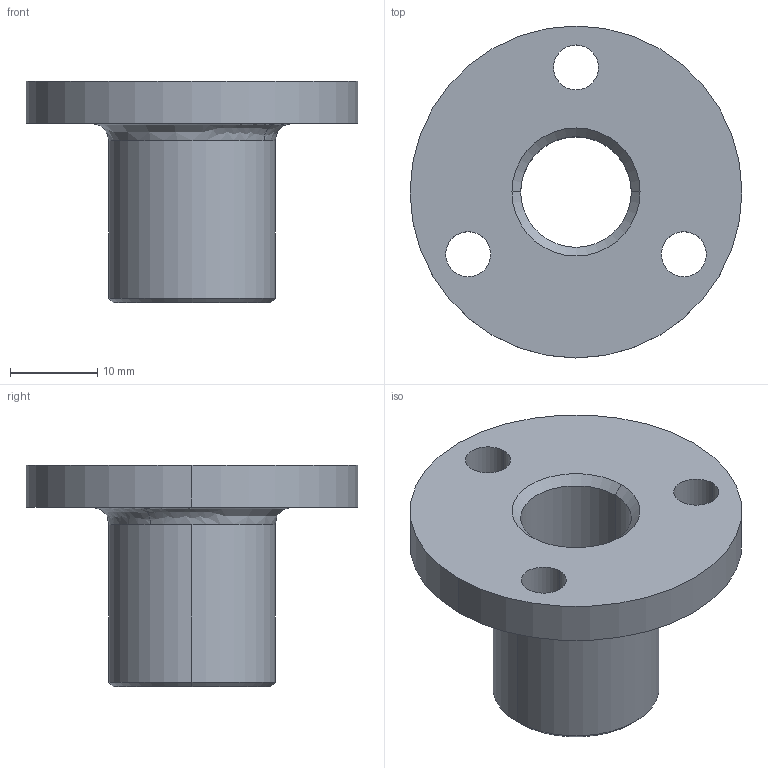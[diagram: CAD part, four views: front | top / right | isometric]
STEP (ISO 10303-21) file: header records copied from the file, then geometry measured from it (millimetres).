
FILE_DESCRIPTION (( 'STEP AP214' ), '1' );
FILE_NAME ('STP-LA-NRFK.STEP', '2020-11-02T14:36:14', ( '' ), ( '' ), 'SwSTEP 2.0', 'SolidWorks 2017', '' );
FILE_SCHEMA (( 'AUTOMOTIVE_DESIGN' ));
Length unit declared in the file: inch
Products named in the file (1): STP-LA-NRFK
Bounding box: 38.1 x 38.1 x 25.4 mm (x, y, z)
Volume: 7881.6 mm3; surface area: 4869.1 mm2
Topology: 1 solids, 1 shells, 21 faces, 52 edges, 34 vertices
Faces by surface type: cylinder 12, cone 4, plane 3, bspline 2
Entity records: 720 total; most frequent: CARTESIAN_POINT 150, DIRECTION 120, ORIENTED_EDGE 104, EDGE_CURVE 52, AXIS2_PLACEMENT_3D 52, VERTEX_POINT 34, CIRCLE 32, EDGE_LOOP 30
